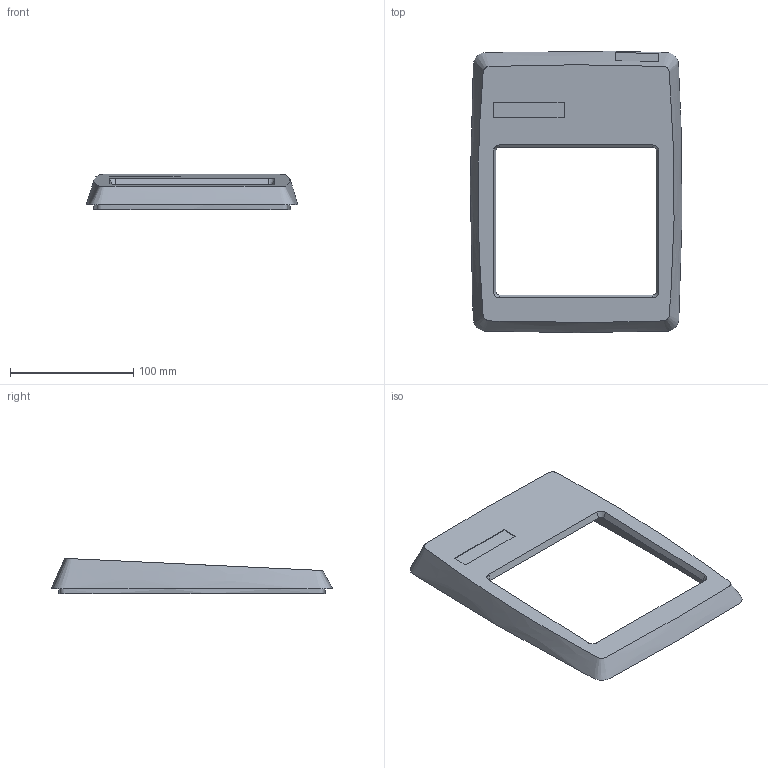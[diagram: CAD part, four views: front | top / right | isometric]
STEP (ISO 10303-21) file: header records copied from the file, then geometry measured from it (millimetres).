
FILE_DESCRIPTION(/* description */ (''),/* implementation_level */ '2;1');
FILE_NAME(/* name */ 'Case Top.step',/* time_stamp */ '2024-02-17T15:34:03-05:00',/* author */ (''),/* organization */ (''),/* preprocessor_version */ 'ST-DEVELOPER v20',/* originating_system */ 'Autodesk Translation Framework v12.20.1.177',/* authorisation */ '');
FILE_SCHEMA (('AUTOMOTIVE_DESIGN { 1 0 10303 214 3 1 1 }'));
Length unit declared in the file: millimetre
Products named in the file (1): Case Top Test (v7~recovered)
Bounding box: 171.32 x 227.81 x 28.57 mm (x, y, z)
Volume: 51881 mm3; surface area: 85405.9 mm2
Topology: 1 solids, 1 shells, 101 faces, 266 edges, 177 vertices
Faces by surface type: plane 62, cylinder 18, bspline 17, cone 4
Full cylindrical faces by diameter (mm): 3 x8
Entity records: 6727 total; most frequent: CARTESIAN_POINT 4292, ORIENTED_EDGE 532, DIRECTION 425, EDGE_CURVE 266, VERTEX_POINT 177, LINE 157, VECTOR 157, AXIS2_PLACEMENT_3D 134
